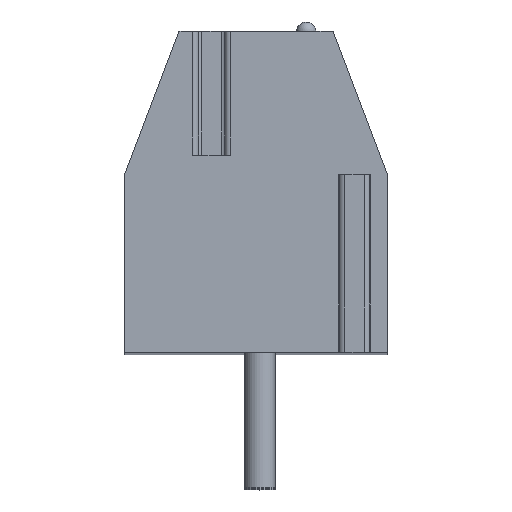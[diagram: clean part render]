
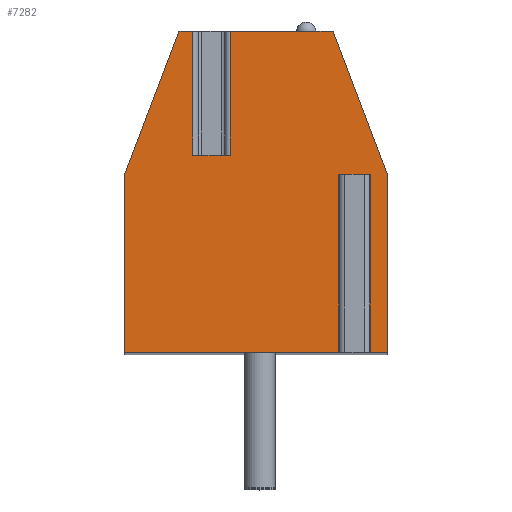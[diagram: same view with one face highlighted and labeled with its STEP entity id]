
A CAD part, top view. The second image highlights one B-rep face of the part: STEP entity #7282.
In plain terms, the highlighted planar face has unit normal (0, 0, 1).
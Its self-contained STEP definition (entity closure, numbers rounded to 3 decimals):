
#13=DIRECTION('',(0.,1.,0.));
#14=VECTOR('',#13,3.2);
#15=CARTESIAN_POINT('',(-1.636,1.,36.195));
#16=LINE('',#15,#14);
#17=DIRECTION('',(1.,0.,0.));
#18=VECTOR('',#17,0.972);
#19=CARTESIAN_POINT('',(-1.636,1.,36.195));
#20=LINE('',#19,#18);
#21=DIRECTION('',(0.,1.,0.));
#22=VECTOR('',#21,3.2);
#23=CARTESIAN_POINT('',(-0.664,1.,36.195));
#24=LINE('',#23,#22);
#25=DIRECTION('',(-1.,0.,0.));
#26=VECTOR('',#25,2.659);
#27=CARTESIAN_POINT('',(1.995,4.2,36.195));
#28=LINE('',#27,#26);
#29=DIRECTION('',(-0.355,0.935,0.));
#30=VECTOR('',#29,3.958);
#31=CARTESIAN_POINT('',(3.4,0.5,36.195));
#32=LINE('',#31,#30);
#33=DIRECTION('',(0.,1.,0.));
#34=VECTOR('',#33,4.6);
#35=CARTESIAN_POINT('',(3.4,-4.1,36.195));
#36=LINE('',#35,#34);
#37=DIRECTION('',(1.,0.,0.));
#38=VECTOR('',#37,0.625);
#39=CARTESIAN_POINT('',(2.775,-4.1,36.195));
#40=LINE('',#39,#38);
#41=DIRECTION('',(0.,1.,0.));
#42=VECTOR('',#41,4.6);
#43=CARTESIAN_POINT('',(2.775,-4.1,36.195));
#44=LINE('',#43,#42);
#45=DIRECTION('',(-1.,0.,0.));
#46=VECTOR('',#45,0.45);
#47=CARTESIAN_POINT('',(2.775,0.5,36.195));
#48=LINE('',#47,#46);
#49=DIRECTION('',(0.,1.,0.));
#50=VECTOR('',#49,4.6);
#51=CARTESIAN_POINT('',(2.325,-4.1,36.195));
#52=LINE('',#51,#50);
#53=DIRECTION('',(1.,0.,0.));
#54=VECTOR('',#53,5.725);
#55=CARTESIAN_POINT('',(-3.4,-4.1,36.195));
#56=LINE('',#55,#54);
#57=DIRECTION('',(0.,-1.,0.));
#58=VECTOR('',#57,4.6);
#59=CARTESIAN_POINT('',(-3.4,0.5,36.195));
#60=LINE('',#59,#58);
#61=DIRECTION('',(-0.355,-0.935,0.));
#62=VECTOR('',#61,3.958);
#63=CARTESIAN_POINT('',(-1.995,4.2,36.195));
#64=LINE('',#63,#62);
#65=DIRECTION('',(-1.,0.,0.));
#66=VECTOR('',#65,0.359);
#67=CARTESIAN_POINT('',(-1.636,4.2,36.195));
#68=LINE('',#67,#66);
#5725=CARTESIAN_POINT('',(-1.995,4.2,36.195));
#5726=CARTESIAN_POINT('',(-3.4,0.5,36.195));
#5727=VERTEX_POINT('',#5725);
#5728=VERTEX_POINT('',#5726);
#5729=CARTESIAN_POINT('',(-3.4,-4.1,36.195));
#5730=VERTEX_POINT('',#5729);
#5731=CARTESIAN_POINT('',(3.4,-4.1,36.195));
#5732=CARTESIAN_POINT('',(3.4,0.5,36.195));
#5733=VERTEX_POINT('',#5731);
#5734=VERTEX_POINT('',#5732);
#5735=CARTESIAN_POINT('',(1.995,4.2,36.195));
#5736=VERTEX_POINT('',#5735);
#5773=CARTESIAN_POINT('',(2.775,0.5,36.195));
#5774=CARTESIAN_POINT('',(2.325,0.5,36.195));
#5775=VERTEX_POINT('',#5773);
#5776=VERTEX_POINT('',#5774);
#5777=CARTESIAN_POINT('',(2.325,-4.1,36.195));
#5778=VERTEX_POINT('',#5777);
#5779=CARTESIAN_POINT('',(2.775,-4.1,36.195));
#5780=VERTEX_POINT('',#5779);
#5841=CARTESIAN_POINT('',(-1.636,1.,36.195));
#5842=CARTESIAN_POINT('',(-1.636,4.2,36.195));
#5843=VERTEX_POINT('',#5841);
#5844=VERTEX_POINT('',#5842);
#5845=CARTESIAN_POINT('',(-0.664,1.,36.195));
#5846=CARTESIAN_POINT('',(-0.664,4.2,36.195));
#5847=VERTEX_POINT('',#5845);
#5848=VERTEX_POINT('',#5846);
#7247=CARTESIAN_POINT('',(0.,0.,36.195));
#7248=DIRECTION('',(0.,0.,1.));
#7249=DIRECTION('',(1.,0.,0.));
#7250=AXIS2_PLACEMENT_3D('',#7247,#7248,#7249);
#7251=PLANE('',#7250);
#7253=ORIENTED_EDGE('',*,*,#7252,.F.);
#7255=ORIENTED_EDGE('',*,*,#7254,.T.);
#7257=ORIENTED_EDGE('',*,*,#7256,.T.);
#7259=ORIENTED_EDGE('',*,*,#7258,.F.);
#7261=ORIENTED_EDGE('',*,*,#7260,.F.);
#7263=ORIENTED_EDGE('',*,*,#7262,.F.);
#7265=ORIENTED_EDGE('',*,*,#7264,.F.);
#7267=ORIENTED_EDGE('',*,*,#7266,.T.);
#7269=ORIENTED_EDGE('',*,*,#7268,.T.);
#7271=ORIENTED_EDGE('',*,*,#7270,.F.);
#7273=ORIENTED_EDGE('',*,*,#7272,.F.);
#7275=ORIENTED_EDGE('',*,*,#7274,.F.);
#7277=ORIENTED_EDGE('',*,*,#7276,.F.);
#7279=ORIENTED_EDGE('',*,*,#7278,.F.);
#7280=EDGE_LOOP('',(#7253,#7255,#7257,#7259,#7261,#7263,#7265,#7267,#7269,#7271,
#7273,#7275,#7277,#7279));
#7281=FACE_OUTER_BOUND('',#7280,.F.);
#7252=EDGE_CURVE('',#5843,#5844,#16,.T.);
#7254=EDGE_CURVE('',#5843,#5847,#20,.T.);
#7256=EDGE_CURVE('',#5847,#5848,#24,.T.);
#7258=EDGE_CURVE('',#5736,#5848,#28,.T.);
#7260=EDGE_CURVE('',#5734,#5736,#32,.T.);
#7262=EDGE_CURVE('',#5733,#5734,#36,.T.);
#7264=EDGE_CURVE('',#5780,#5733,#40,.T.);
#7266=EDGE_CURVE('',#5780,#5775,#44,.T.);
#7268=EDGE_CURVE('',#5775,#5776,#48,.T.);
#7270=EDGE_CURVE('',#5778,#5776,#52,.T.);
#7272=EDGE_CURVE('',#5730,#5778,#56,.T.);
#7274=EDGE_CURVE('',#5728,#5730,#60,.T.);
#7276=EDGE_CURVE('',#5727,#5728,#64,.T.);
#7278=EDGE_CURVE('',#5844,#5727,#68,.T.);
#7282=ADVANCED_FACE('',(#7281),#7251,.T.);
